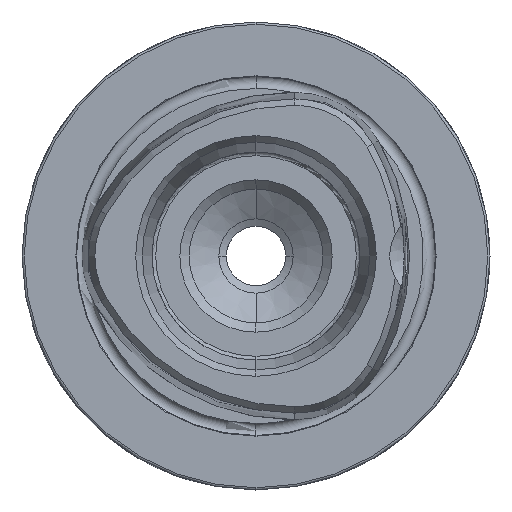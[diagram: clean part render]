
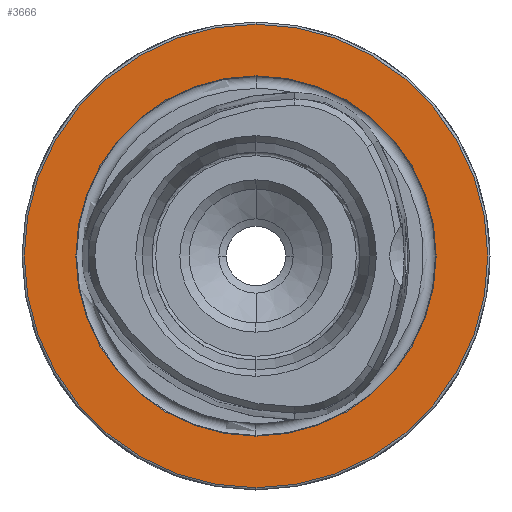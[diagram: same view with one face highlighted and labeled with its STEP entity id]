
A CAD part, left-side view. The second image highlights one B-rep face of the part: STEP entity #3666.
In plain terms, the highlighted planar face has unit normal (-1, 0, 0).
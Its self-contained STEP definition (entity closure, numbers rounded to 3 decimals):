
#253 = EDGE_CURVE ( 'NONE', #3029, #3189, #6890, .T. ) ;
#377 = FACE_OUTER_BOUND ( 'NONE', #6675, .T. ) ;
#379 = FACE_BOUND ( 'NONE', #6623, .T. ) ;
#685 = AXIS2_PLACEMENT_3D ( 'NONE', #4886, #4885, #4894 ) ;
#1890 = CARTESIAN_POINT ( 'NONE',  ( 0., 24.25, 0. ) ) ;
#1898 = PLANE ( 'NONE',  #6260 ) ;
#1900 = DIRECTION ( 'NONE',  ( 1., 0., 0. ) ) ;
#1901 = DIRECTION ( 'NONE',  ( 0., 0., -1. ) ) ;
#2054 = CARTESIAN_POINT ( 'NONE',  ( 0., 0., 0. ) ) ;
#2055 = DIRECTION ( 'NONE',  ( -1., 0., 0. ) ) ;
#2056 = DIRECTION ( 'NONE',  ( 0., 0., 1. ) ) ;
#2059 = CARTESIAN_POINT ( 'NONE',  ( 0., 0., 0. ) ) ;
#2060 = DIRECTION ( 'NONE',  ( -1., 0., 0. ) ) ;
#2061 = DIRECTION ( 'NONE',  ( 0., 0., 1. ) ) ;
#2792 = ORIENTED_EDGE ( 'NONE', *, *, #5444, .T. ) ;
#2974 = VERTEX_POINT ( 'NONE', #4123 ) ;
#3029 = VERTEX_POINT ( 'NONE', #4146 ) ;
#3101 = VERTEX_POINT ( 'NONE', #4165 ) ;
#3189 = VERTEX_POINT ( 'NONE', #4167 ) ;
#3240 = ORIENTED_EDGE ( 'NONE', *, *, #253, .F. ) ;
#3332 = ORIENTED_EDGE ( 'NONE', *, *, #5754, .T. ) ;
#3431 = ORIENTED_EDGE ( 'NONE', *, *, #5445, .F. ) ;
#3666 = ADVANCED_FACE ( 'NONE', ( #379, #377 ), #1898, .F. ) ;
#4123 = CARTESIAN_POINT ( 'NONE',  ( 0., 0., 31.2 ) ) ;
#4146 = CARTESIAN_POINT ( 'NONE',  ( 0., 0., -24.25 ) ) ;
#4165 = CARTESIAN_POINT ( 'NONE',  ( 0., 0., -31.2 ) ) ;
#4167 = CARTESIAN_POINT ( 'NONE',  ( 0., 0., 24.25 ) ) ;
#4642 = CARTESIAN_POINT ( 'NONE',  ( 0., 0., 0. ) ) ;
#4643 = DIRECTION ( 'NONE',  ( -1., 0., 0. ) ) ;
#4644 = DIRECTION ( 'NONE',  ( 0., 0., 1. ) ) ;
#4885 = DIRECTION ( 'NONE',  ( -1., 0., 0. ) ) ;
#4886 = CARTESIAN_POINT ( 'NONE',  ( 0., 0., 0. ) ) ;
#4894 = DIRECTION ( 'NONE',  ( 0., 0., 1. ) ) ;
#5006 = CIRCLE ( 'NONE', #6380, 31.2 ) ;
#5444 = EDGE_CURVE ( 'NONE', #3101, #2974, #6710, .T. ) ;
#5445 = EDGE_CURVE ( 'NONE', #3189, #3029, #6703, .T. ) ;
#5754 = EDGE_CURVE ( 'NONE', #2974, #3101, #5006, .T. ) ;
#6260 = AXIS2_PLACEMENT_3D ( 'NONE', #1890, #1900, #1901 ) ;
#6300 = AXIS2_PLACEMENT_3D ( 'NONE', #2054, #2055, #2056 ) ;
#6301 = AXIS2_PLACEMENT_3D ( 'NONE', #2059, #2060, #2061 ) ;
#6380 = AXIS2_PLACEMENT_3D ( 'NONE', #4642, #4643, #4644 ) ;
#6623 = EDGE_LOOP ( 'NONE', ( #3431, #3240 ) ) ;
#6675 = EDGE_LOOP ( 'NONE', ( #3332, #2792 ) ) ;
#6703 = CIRCLE ( 'NONE', #6301, 24.25 ) ;
#6710 = CIRCLE ( 'NONE', #6300, 31.2 ) ;
#6890 = CIRCLE ( 'NONE', #685, 24.25 ) ;
